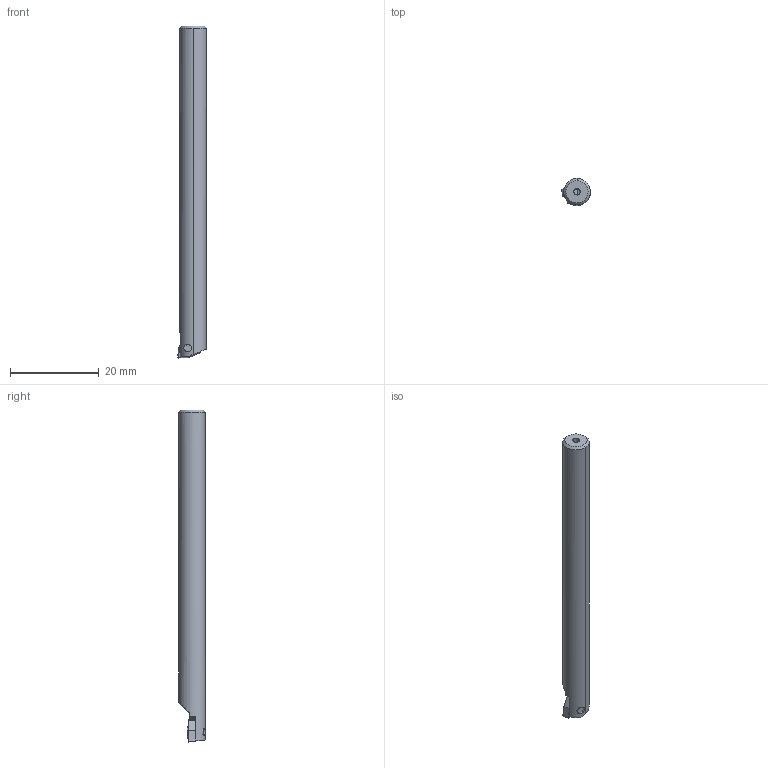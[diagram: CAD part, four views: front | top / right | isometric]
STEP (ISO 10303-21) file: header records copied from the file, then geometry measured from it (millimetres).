
FILE_DESCRIPTION(('no description'),'unknown implementation level');
FILE_NAME('49C50F26-288D-4CD6-BBD9-FD59263FFF06_export.stp',' ',('CIMSOURCE GmbH'),('CADClick - KiM GmbH - www.kimweb.de'),'unknown preprocess','ACIS','unknown authorization');
FILE_SCHEMA(('automotive_design'));
Length unit declared in the file: millimetre
Products named in the file (4): 615.085 Kaiser E7.5 WC02x�6x75HM|694.101 Kaiser ETL M2x3.6 T6 IP 10S;Kreismuster1; 615.085 Kaiser E7.5 WC02x�6x75HM|655.603 Kaiser WCGT 020102 K10C;Schnitt-Rotation1; 615.085 Kaiser E7.5 WC02x�6x75HM|615.085 Kaiser E7.5 WC02x�6x75HM-1;Schnitt-Rotation3; 615.085 Kaiser E7.5 WC02x�6x75HM|615.085 Kaiser E7.5 WC02x�6x75HM;<N016.29 (WC 0201) PLS rechts Freistellung neutral>-<<0640.001>-<Kombinieren1>>
Bounding box: 6.47 x 6 x 75 mm (x, y, z)
Volume: 1916.8 mm3; surface area: 1892.3 mm2
Topology: 4 solids, 4 shells, 98 faces, 242 edges, 153 vertices
Faces by surface type: cylinder 37, plane 29, cone 24, torus 8
Entity records: 5839 total; most frequent: CARTESIAN_POINT 590, DIRECTION 545, STYLED_ITEM 497, PRESENTATION_STYLE_ASSIGNMENT 497, COLOUR_RGB 497, ORIENTED_EDGE 484, EDGE_CURVE 242, CURVE_STYLE 242
